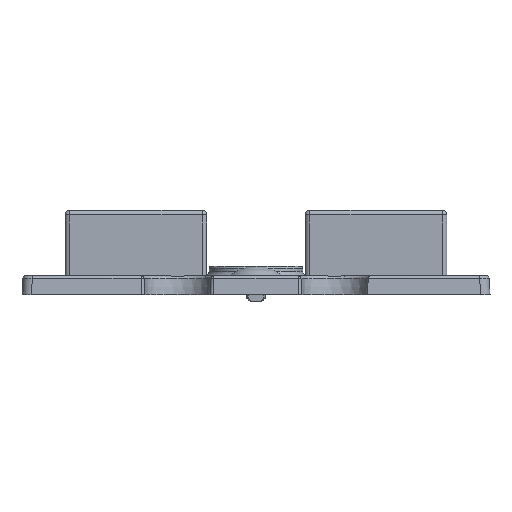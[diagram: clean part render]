
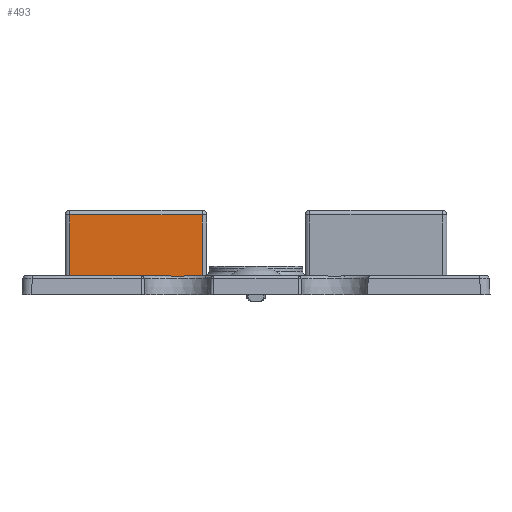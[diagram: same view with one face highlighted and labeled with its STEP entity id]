
A CAD part, left-side view. The second image highlights one B-rep face of the part: STEP entity #493.
In plain terms, the highlighted planar face has unit normal (-1, 0, 0).
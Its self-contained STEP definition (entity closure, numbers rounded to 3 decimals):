
#493=ADVANCED_FACE('',(#1420),#1421,.T.);
#1420=FACE_OUTER_BOUND('',#2818,.T.);
#1421=PLANE('',#2819);
#2818=EDGE_LOOP('',(#15608,#15609,#15610,#15611,#15612,#15613));
#2819=AXIS2_PLACEMENT_3D('',#15614,#15615,#15616);
#15608=ORIENTED_EDGE('',*,*,#19517,.T.);
#15609=ORIENTED_EDGE('',*,*,#19518,.T.);
#15610=ORIENTED_EDGE('',*,*,#19519,.T.);
#15611=ORIENTED_EDGE('',*,*,#19520,.T.);
#15612=ORIENTED_EDGE('',*,*,#19521,.T.);
#15613=ORIENTED_EDGE('',*,*,#19522,.T.);
#15614=CARTESIAN_POINT('',(-8.57,25.4,0.0));
#15615=DIRECTION('',(-1.0,0.0,0.0));
#15616=DIRECTION('',(0.0,-1.0,0.0));
#19517=EDGE_CURVE('',#21070,#21071,#21072,.F.);
#19518=EDGE_CURVE('',#21071,#21073,#21074,.F.);
#19519=EDGE_CURVE('',#21073,#21075,#21076,.T.);
#19520=EDGE_CURVE('',#21075,#21077,#21078,.T.);
#19521=EDGE_CURVE('',#21077,#21079,#21080,.T.);
#19522=EDGE_CURVE('',#21079,#21070,#21081,.T.);
#21070=VERTEX_POINT('',#23300);
#21071=VERTEX_POINT('',#23301);
#21072=LINE('',#23302,#23303);
#21073=VERTEX_POINT('',#23304);
#21074=LINE('',#23305,#23306);
#21075=VERTEX_POINT('',#23307);
#21076=LINE('',#23308,#23309);
#21077=VERTEX_POINT('',#23310);
#21078=B_SPLINE_CURVE_WITH_KNOTS('',3,(#23311,#23312,#23313,#23314,#23315,#23316,#23317,#23318,#23319,#23320),.UNSPECIFIED.,.F.,.F.,(4,2,2,2,4),(0.007,0.008,0.008,0.009,0.009),.UNSPECIFIED.);
#21079=VERTEX_POINT('',#23321);
#21080=LINE('',#23322,#23323);
#21081=LINE('',#23324,#23325);
#23300=CARTESIAN_POINT('',(-8.57,18.4,7.75));
#23301=CARTESIAN_POINT('',(-8.57,32.4,7.75));
#23302=CARTESIAN_POINT('',(-8.57,25.4,7.75));
#23303=VECTOR('',#26963,1.0);
#23304=CARTESIAN_POINT('',(-8.57,32.4,1.3));
#23305=CARTESIAN_POINT('',(-8.57,32.4,0.0));
#23306=VECTOR('',#26964,1.0);
#23307=CARTESIAN_POINT('',(-8.57,22.102,1.3));
#23308=CARTESIAN_POINT('',(-8.57,-4.4,1.3));
#23309=VECTOR('',#26965,1.0);
#23310=CARTESIAN_POINT('',(-8.57,19.898,1.3));
#23311=CARTESIAN_POINT('',(-8.57,22.102,1.3));
#23312=CARTESIAN_POINT('',(-8.57,21.917,1.3));
#23313=CARTESIAN_POINT('',(-8.57,21.732,1.287));
#23314=CARTESIAN_POINT('',(-8.57,21.361,1.263));
#23315=CARTESIAN_POINT('',(-8.57,21.178,1.254));
#23316=CARTESIAN_POINT('',(-8.57,20.812,1.254));
#23317=CARTESIAN_POINT('',(-8.57,20.629,1.264));
#23318=CARTESIAN_POINT('',(-8.57,20.264,1.287));
#23319=CARTESIAN_POINT('',(-8.57,20.081,1.3));
#23320=CARTESIAN_POINT('',(-8.57,19.898,1.3));
#23321=CARTESIAN_POINT('',(-8.57,18.4,1.3));
#23322=CARTESIAN_POINT('',(-8.57,-4.4,1.3));
#23323=VECTOR('',#26966,1.0);
#23324=CARTESIAN_POINT('',(-8.57,18.4,0.0));
#23325=VECTOR('',#26967,1.0);
#26963=DIRECTION('',(0.0,-1.0,0.0));
#26964=DIRECTION('',(0.0,0.0,1.0));
#26965=DIRECTION('',(0.0,-1.0,0.0));
#26966=DIRECTION('',(0.0,-1.0,0.0));
#26967=DIRECTION('',(0.0,0.0,1.0));
